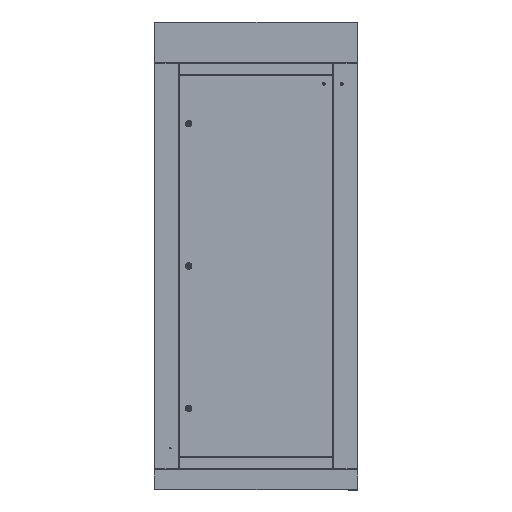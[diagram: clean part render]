
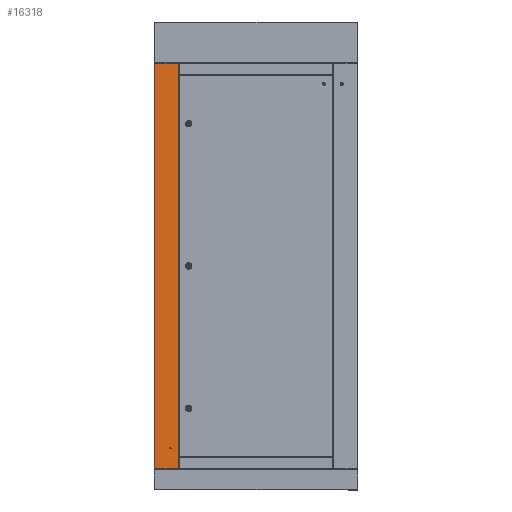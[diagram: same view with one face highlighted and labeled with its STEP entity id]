
A CAD part, top view. The second image highlights one B-rep face of the part: STEP entity #16318.
In plain terms, the highlighted face is planar.
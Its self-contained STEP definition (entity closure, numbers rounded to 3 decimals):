
#808 = CARTESIAN_POINT ( 'NONE',  ( -1995., 117.5, -1.5 ) ) ;
#1305 = VERTEX_POINT ( 'NONE', #2962 ) ;
#2962 = CARTESIAN_POINT ( 'NONE',  ( -1995., 117.5, -1.5 ) ) ;
#4059 = AXIS2_PLACEMENT_3D ( 'NONE', #22150, #11729, #31535 ) ;
#5918 = ORIENTED_EDGE ( 'NONE', *, *, #14830, .T. ) ;
#7792 = LINE ( 'NONE', #25105, #17171 ) ;
#7924 = VECTOR ( 'NONE', #10813, 1000. ) ;
#8068 = CARTESIAN_POINT ( 'NONE',  ( 0., 117.5, -1.5 ) ) ;
#9003 = CARTESIAN_POINT ( 'NONE',  ( -1995., 2.5, -1.5 ) ) ;
#9279 = FACE_OUTER_BOUND ( 'NONE', #10224, .T. ) ;
#9416 = VERTEX_POINT ( 'NONE', #30179 ) ;
#10071 = DIRECTION ( 'NONE',  ( 0., 1., 0. ) ) ;
#10224 = EDGE_LOOP ( 'NONE', ( #20461, #11315, #5918, #27472 ) ) ;
#10813 = DIRECTION ( 'NONE',  ( 1., 0., 0. ) ) ;
#11315 = ORIENTED_EDGE ( 'NONE', *, *, #25969, .F. ) ;
#11581 = PLANE ( 'NONE',  #4059 ) ;
#11668 = CARTESIAN_POINT ( 'NONE',  ( -1995., 0., -1.5 ) ) ;
#11729 = DIRECTION ( 'NONE',  ( 0., 0., 1. ) ) ;
#14810 = VERTEX_POINT ( 'NONE', #9003 ) ;
#14830 = EDGE_CURVE ( 'NONE', #1305, #27102, #23201, .T. ) ;
#16318 = ADVANCED_FACE ( 'NONE', ( #9279 ), #11581, .F. ) ;
#16717 = LINE ( 'NONE', #16868, #22101 ) ;
#16868 = CARTESIAN_POINT ( 'NONE',  ( 0., 2.5, -1.5 ) ) ;
#17171 = VECTOR ( 'NONE', #10071, 1000. ) ;
#17332 = DIRECTION ( 'NONE',  ( -1., 0., 0. ) ) ;
#20043 = EDGE_CURVE ( 'NONE', #9416, #27102, #7792, .T. ) ;
#20461 = ORIENTED_EDGE ( 'NONE', *, *, #27095, .T. ) ;
#21939 = DIRECTION ( 'NONE',  ( 0., -1., 0. ) ) ;
#22101 = VECTOR ( 'NONE', #17332, 1000. ) ;
#22150 = CARTESIAN_POINT ( 'NONE',  ( 0., 0., -1.5 ) ) ;
#23201 = LINE ( 'NONE', #808, #7924 ) ;
#24084 = LINE ( 'NONE', #11668, #29074 ) ;
#25105 = CARTESIAN_POINT ( 'NONE',  ( 0., 0., -1.5 ) ) ;
#25969 = EDGE_CURVE ( 'NONE', #1305, #14810, #24084, .T. ) ;
#27095 = EDGE_CURVE ( 'NONE', #9416, #14810, #16717, .T. ) ;
#27102 = VERTEX_POINT ( 'NONE', #8068 ) ;
#27472 = ORIENTED_EDGE ( 'NONE', *, *, #20043, .F. ) ;
#29074 = VECTOR ( 'NONE', #21939, 1000. ) ;
#30179 = CARTESIAN_POINT ( 'NONE',  ( 0., 2.5, -1.5 ) ) ;
#31535 = DIRECTION ( 'NONE',  ( 1., 0., 0. ) ) ;
